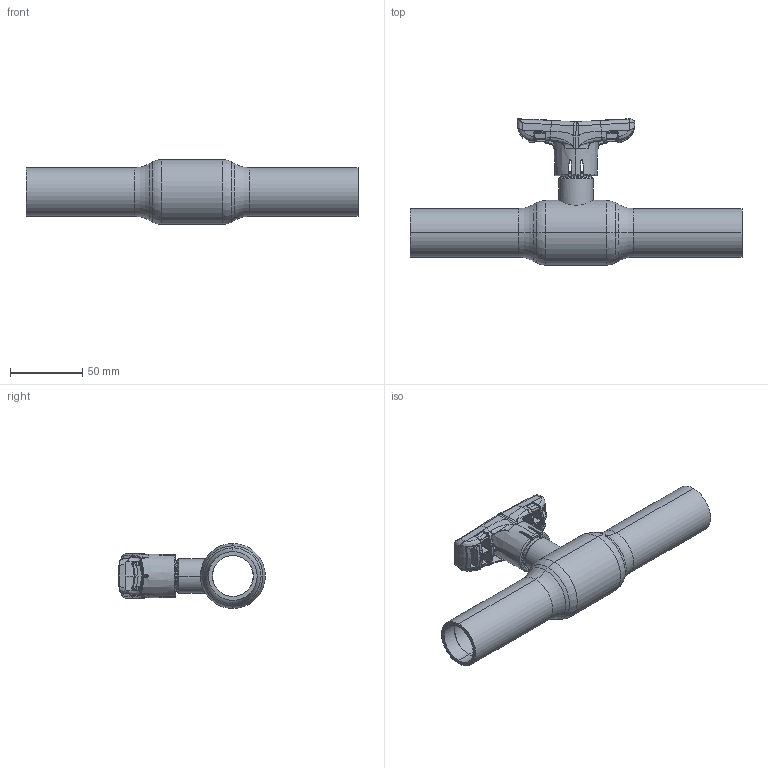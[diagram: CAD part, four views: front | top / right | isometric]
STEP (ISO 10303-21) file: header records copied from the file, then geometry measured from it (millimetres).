
FILE_DESCRIPTION (( 'STEP AP214' ), '1' );
FILE_NAME ('1025003000-2401.step', '2023-09-15T10:40:15', ( '' ), ( '' ), 'SwSTEP 2.0', 'SolidWorks 2021', '' );
FILE_SCHEMA (( 'AUTOMOTIVE_DESIGN' ));
Length unit declared in the file: millimetre
Products named in the file (1): 1025003000-2401
Bounding box: 230 x 101.58 x 45 mm (x, y, z)
Surface area: 55207.7 mm2 (no closed solid volume)
Topology: 0 solids, 4 shells, 550 faces, 1711 edges, 1089 vertices
Faces by surface type: bspline 450, plane 37, cylinder 26, torus 17, cone 16, sphere 4
Entity records: 51382 total; most frequent: CARTESIAN_POINT 34471, ORIENTED_EDGE 2868, EDGE_CURVE 1701, B_SPLINE_CURVE_WITH_KNOTS 1227, VERTEX_POINT 1086, DIRECTION 1012, EDGE_LOOP 554, UNCERTAINTY_MEASURE_WITH_UNIT 549
